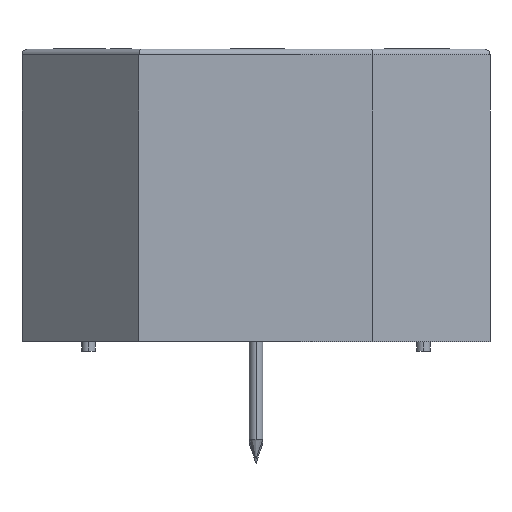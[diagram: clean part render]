
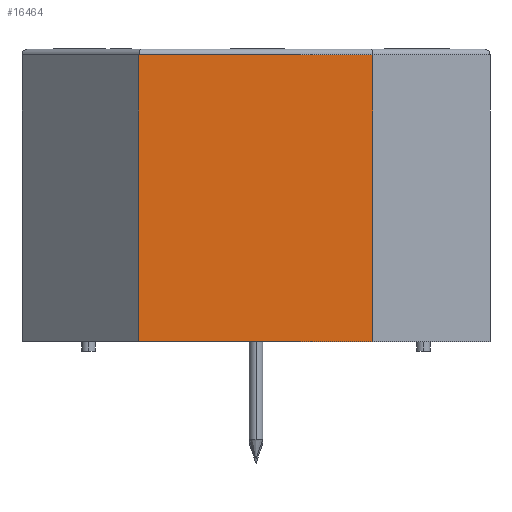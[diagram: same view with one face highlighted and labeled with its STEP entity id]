
A CAD part, left-side view. The second image highlights one B-rep face of the part: STEP entity #16464.
In plain terms, the highlighted planar face has unit normal (-1, 0, 0).
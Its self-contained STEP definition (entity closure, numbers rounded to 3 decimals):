
#2028 = ORIENTED_EDGE ( 'NONE', *, *, #18405, .F. ) ;
#2142 = ORIENTED_EDGE ( 'NONE', *, *, #19524, .F. ) ;
#2967 = CARTESIAN_POINT ( 'NONE',  ( -14.545, -0.203, 0. ) ) ;
#3333 = LINE ( 'NONE', #22327, #13268 ) ;
#3566 = CARTESIAN_POINT ( 'NONE',  ( -14.545, -0.203, 0. ) ) ;
#3934 = EDGE_CURVE ( 'NONE', #8188, #11567, #5194, .T. ) ;
#4858 = DIRECTION ( 'NONE',  ( -1., 0., 0. ) ) ;
#5194 = LINE ( 'NONE', #15273, #13366 ) ;
#5282 = LINE ( 'NONE', #17887, #23945 ) ;
#8032 = FACE_OUTER_BOUND ( 'NONE', #20169, .T. ) ;
#8079 = CARTESIAN_POINT ( 'NONE',  ( -14.545, -0.203, 14.7 ) ) ;
#8188 = VERTEX_POINT ( 'NONE', #3566 ) ;
#9000 = LINE ( 'NONE', #10589, #18897 ) ;
#9654 = DIRECTION ( 'NONE',  ( 0., 0., 1. ) ) ;
#9744 = CARTESIAN_POINT ( 'NONE',  ( -14.545, 11.797, 0. ) ) ;
#10467 = DIRECTION ( 'NONE',  ( 0., -1., 0. ) ) ;
#10589 = CARTESIAN_POINT ( 'NONE',  ( -14.545, 11.797, 0. ) ) ;
#10892 = VERTEX_POINT ( 'NONE', #9744 ) ;
#11567 = VERTEX_POINT ( 'NONE', #8079 ) ;
#13268 = VECTOR ( 'NONE', #14757, 1000. ) ;
#13366 = VECTOR ( 'NONE', #9654, 1000. ) ;
#14757 = DIRECTION ( 'NONE',  ( 0., 1., 0. ) ) ;
#15167 = ORIENTED_EDGE ( 'NONE', *, *, #3934, .T. ) ;
#15196 = AXIS2_PLACEMENT_3D ( 'NONE', #2967, #4858, #17871 ) ;
#15273 = CARTESIAN_POINT ( 'NONE',  ( -14.545, -0.203, 0. ) ) ;
#16011 = PLANE ( 'NONE',  #15196 ) ;
#16464 = ADVANCED_FACE ( 'NONE', ( #8032 ), #16011, .T. ) ;
#17871 = DIRECTION ( 'NONE',  ( 0., 0., 1. ) ) ;
#17887 = CARTESIAN_POINT ( 'NONE',  ( -14.545, 11.797, 14.7 ) ) ;
#18405 = EDGE_CURVE ( 'NONE', #10892, #22992, #9000, .T. ) ;
#18897 = VECTOR ( 'NONE', #21689, 1000. ) ;
#19524 = EDGE_CURVE ( 'NONE', #22992, #11567, #5282, .T. ) ;
#19577 = ORIENTED_EDGE ( 'NONE', *, *, #21352, .F. ) ;
#20169 = EDGE_LOOP ( 'NONE', ( #2142, #2028, #19577, #15167 ) ) ;
#20965 = CARTESIAN_POINT ( 'NONE',  ( -14.545, 11.797, 14.7 ) ) ;
#21352 = EDGE_CURVE ( 'NONE', #8188, #10892, #3333, .T. ) ;
#21689 = DIRECTION ( 'NONE',  ( 0., 0., 1. ) ) ;
#22327 = CARTESIAN_POINT ( 'NONE',  ( -14.545, -0.203, 0. ) ) ;
#22992 = VERTEX_POINT ( 'NONE', #20965 ) ;
#23945 = VECTOR ( 'NONE', #10467, 1000. ) ;
